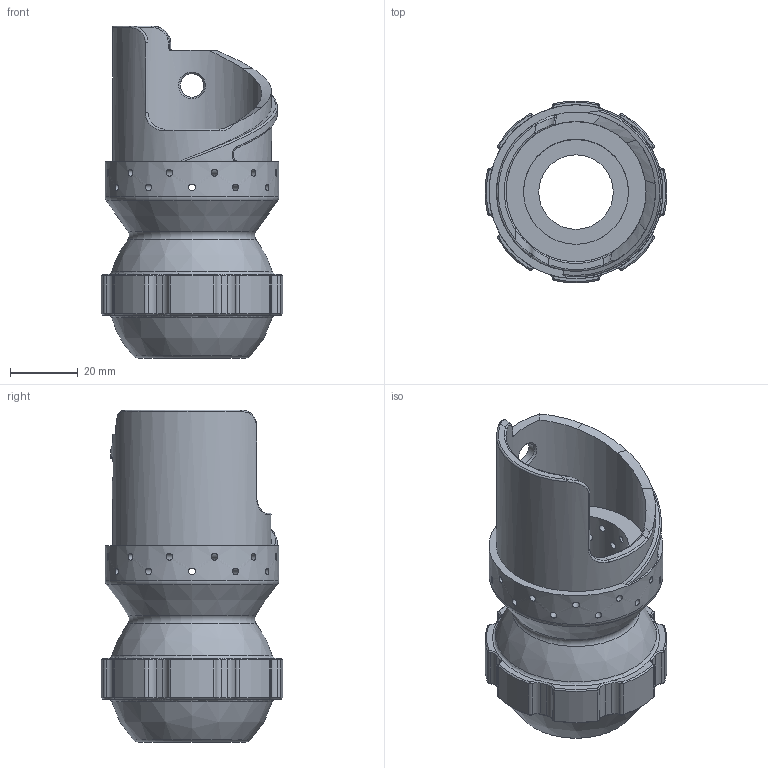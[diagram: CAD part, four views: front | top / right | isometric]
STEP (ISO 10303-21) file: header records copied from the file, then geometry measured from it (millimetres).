
FILE_DESCRIPTION(/* description */ (''),/* implementation_level */ '2;1');
FILE_NAME(/* name */ 'Bottom Body.stp',/* time_stamp */ '2024-09-22T09:42:28-05:00',/* author */ (''),/* organization */ (''),/* preprocessor_version */ 'ST-DEVELOPER v20',/* originating_system */ 'Autodesk Translation Framework v13.20.0.188',/* authorisation */ '');
FILE_SCHEMA (('AUTOMOTIVE_DESIGN { 1 0 10303 214 3 1 1 }'));
Length unit declared in the file: millimetre
Products named in the file (1): Bottom Body
Bounding box: 53.62 x 53.62 x 98 mm (x, y, z)
Volume: 67415 mm3; surface area: 26831.8 mm2
Topology: 1 solids, 1 shells, 245 faces, 680 edges, 437 vertices
Faces by surface type: cone 97, cylinder 86, bspline 28, plane 25, torus 9
Full cylindrical faces by diameter (mm): 2 x24, 6.9 x1, 22 x1, 31 x1, 41.36 x1, 46.96 x1, 51.36 x1
Entity records: 10987 total; most frequent: CARTESIAN_POINT 4852, ORIENTED_EDGE 1360, DIRECTION 1150, EDGE_CURVE 680, AXIS2_PLACEMENT_3D 479, VERTEX_POINT 437, EDGE_LOOP 297, CIRCLE 261
